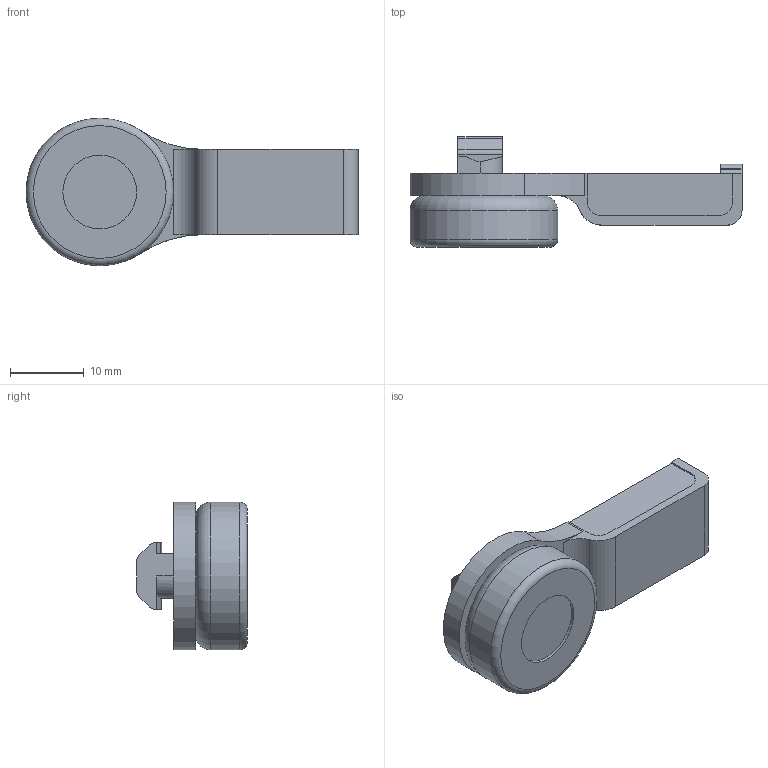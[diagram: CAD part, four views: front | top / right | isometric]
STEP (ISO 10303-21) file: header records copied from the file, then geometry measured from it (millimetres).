
FILE_DESCRIPTION(/* description */ ('KriTec Nut-Direktfuß 6 Raster 20'),/* implementation_level */ '2;1');
FILE_NAME(/* name */ '82028_KriTec_Nut_Direktfuss_6_Raster_20.stp',/* time_stamp */ '2019-11-29T09:24:28+01:00',/* author */ ('Steiner'),/* organization */ (''),/* preprocessor_version */ 'ST-DEVELOPER v17',/* originating_system */ 'Autodesk Inventor 2018',/* authorisation */ ' ');
FILE_SCHEMA (('AUTOMOTIVE_DESIGN { 1 0 10303 214 3 1 1 }'));
Length unit declared in the file: millimetre
Products named in the file (1): 82028_KriTec_Nut_Direktfuss_6_Raster_20
Bounding box: 45 x 15 x 20 mm (x, y, z)
Volume: 4547.9 mm3; surface area: 2616.4 mm2
Topology: 1 solids, 1 shells, 62 faces, 175 edges, 118 vertices
Faces by surface type: plane 35, cylinder 25, torus 2
Full cylindrical faces by diameter (mm): 10 x1, 20 x1
Entity records: 2084 total; most frequent: CARTESIAN_POINT 369, DIRECTION 358, ORIENTED_EDGE 350, EDGE_CURVE 175, AXIS2_PLACEMENT_3D 123, VERTEX_POINT 118, LINE 112, VECTOR 112
